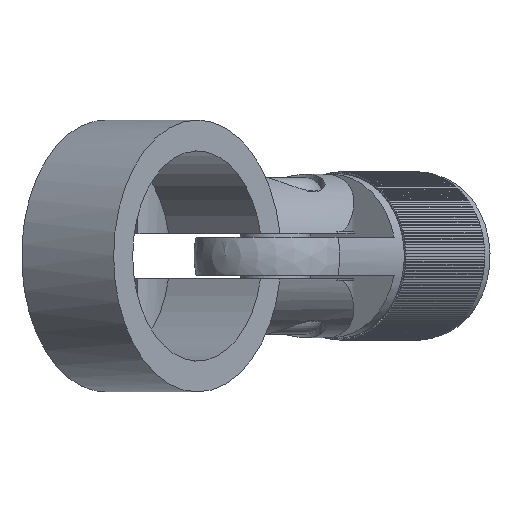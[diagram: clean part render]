
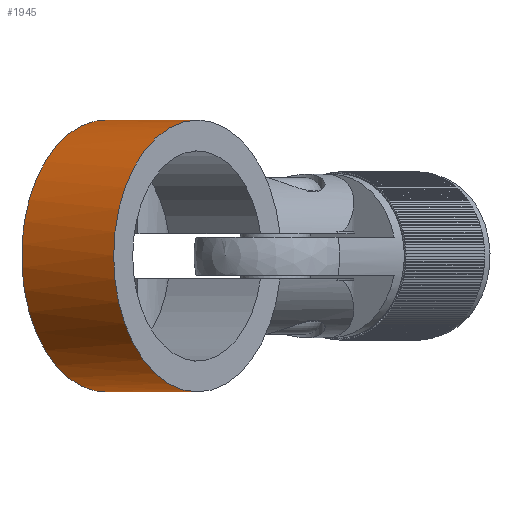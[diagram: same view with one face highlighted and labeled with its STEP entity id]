
A CAD part, left-side view. The second image highlights one B-rep face of the part: STEP entity #1945.
In plain terms, the highlighted cylindrical face has radius 11.65 mm (diameter 23.3 mm), a partial arc.
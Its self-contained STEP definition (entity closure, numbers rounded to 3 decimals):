
#56=B_SPLINE_CURVE_WITH_KNOTS('',3,(#27640,#27641,#27642,#27643,#27644,
#27645,#27646,#27647,#27648,#27649,#27650,#27651,#27652,#27653,#27654,#27655),
 .UNSPECIFIED.,.F.,.F.,(4,2,2,2,2,2,2,4),(0.,0.25,0.375,0.5,0.625,0.75,
0.875,1.),.UNSPECIFIED.);
#57=B_SPLINE_CURVE_WITH_KNOTS('',3,(#27656,#27657,#27658,#27659,#27660,
#27661,#27662,#27663,#27664,#27665,#27666,#27667,#27668,#27669,#27670,#27671,
#27672,#27673),.UNSPECIFIED.,.F.,.F.,(4,2,2,2,2,2,2,2,4),(0.,0.125,0.25,
0.375,0.5,0.625,0.75,0.875,1.),.UNSPECIFIED.);
#68=CYLINDRICAL_SURFACE('',#18069,11.65);
#996=FACE_OUTER_BOUND('',#7968,.T.);
#1945=ADVANCED_FACE('',(#996),#68,.T.);
#4724=LINE('',#27275,#6590);
#4738=LINE('',#27594,#6604);
#6590=VECTOR('',#22517,1.);
#6604=VECTOR('',#22577,1.);
#7968=EDGE_LOOP('',(#12468,#12469,#12470,#12471,#12472,#12473));
#12468=ORIENTED_EDGE('',*,*,#16269,.T.);
#12469=ORIENTED_EDGE('',*,*,#16308,.T.);
#12470=ORIENTED_EDGE('',*,*,#16257,.F.);
#12471=ORIENTED_EDGE('',*,*,#16309,.T.);
#12472=ORIENTED_EDGE('',*,*,#16301,.F.);
#12473=ORIENTED_EDGE('',*,*,#16310,.T.);
#14006=VERTEX_POINT('',#27238);
#14007=VERTEX_POINT('',#27240);
#14016=VERTEX_POINT('',#27276);
#14017=VERTEX_POINT('',#27277);
#14041=VERTEX_POINT('',#27593);
#14042=VERTEX_POINT('',#27595);
#16257=EDGE_CURVE('',#14006,#14007,#16704,.T.);
#16269=EDGE_CURVE('',#14016,#14017,#4724,.T.);
#16301=EDGE_CURVE('',#14041,#14042,#4738,.T.);
#16308=EDGE_CURVE('',#14017,#14007,#56,.T.);
#16309=EDGE_CURVE('',#14006,#14042,#57,.T.);
#16310=EDGE_CURVE('',#14041,#14016,#16722,.T.);
#16704=CIRCLE('',#18030,11.65);
#16722=CIRCLE('',#18068,11.65);
#18030=AXIS2_PLACEMENT_3D('',#27239,#22496,#22497);
#18068=AXIS2_PLACEMENT_3D('',#27674,#22592,#22593);
#18069=AXIS2_PLACEMENT_3D('',#27675,#22594,#22595);
#22496=DIRECTION('',(0.616,0.788,0.));
#22497=DIRECTION('',(-0.788,0.616,0.));
#22517=DIRECTION('',(0.616,0.788,0.));
#22577=DIRECTION('',(0.616,0.788,0.));
#22592=DIRECTION('',(0.616,0.788,0.));
#22593=DIRECTION('',(-0.788,0.616,0.));
#22594=DIRECTION('',(0.616,0.788,0.));
#22595=DIRECTION('',(0.621,-0.485,-0.616));
#27238=CARTESIAN_POINT('',(14.486,8.963,-7.264));
#27239=CARTESIAN_POINT('',(7.308,14.571,0.));
#27240=CARTESIAN_POINT('',(14.486,8.963,7.264));
#27275=CARTESIAN_POINT('',(12.234,2.21,1.914));
#27276=CARTESIAN_POINT('',(10.207,-0.384,1.914));
#27277=CARTESIAN_POINT('',(11.807,1.663,1.914));
#27593=CARTESIAN_POINT('',(10.2,-0.379,-1.965));
#27594=CARTESIAN_POINT('',(12.237,2.227,-1.965));
#27595=CARTESIAN_POINT('',(11.809,1.68,-1.965));
#27640=CARTESIAN_POINT('',(11.807,1.663,1.914));
#27641=CARTESIAN_POINT('',(11.845,1.93,2.721));
#27642=CARTESIAN_POINT('',(11.906,2.343,3.445));
#27643=CARTESIAN_POINT('',(12.053,3.134,4.43));
#27644=CARTESIAN_POINT('',(12.112,3.421,4.734));
#27645=CARTESIAN_POINT('',(12.249,4.03,5.292));
#27646=CARTESIAN_POINT('',(12.329,4.352,5.548));
#27647=CARTESIAN_POINT('',(12.52,5.03,6.015));
#27648=CARTESIAN_POINT('',(12.63,5.384,6.225));
#27649=CARTESIAN_POINT('',(12.887,6.104,6.591));
#27650=CARTESIAN_POINT('',(13.033,6.468,6.745));
#27651=CARTESIAN_POINT('',(13.369,7.197,6.998));
#27652=CARTESIAN_POINT('',(13.561,7.566,7.096));
#27653=CARTESIAN_POINT('',(13.989,8.281,7.228));
#27654=CARTESIAN_POINT('',(14.225,8.628,7.262));
#27655=CARTESIAN_POINT('',(14.486,8.963,7.264));
#27656=CARTESIAN_POINT('',(14.486,8.963,-7.264));
#27657=CARTESIAN_POINT('',(14.227,8.63,-7.262));
#27658=CARTESIAN_POINT('',(13.992,8.285,-7.228));
#27659=CARTESIAN_POINT('',(13.568,7.578,-7.099));
#27660=CARTESIAN_POINT('',(13.377,7.213,-7.002));
#27661=CARTESIAN_POINT('',(13.041,6.486,-6.752));
#27662=CARTESIAN_POINT('',(12.896,6.126,-6.6));
#27663=CARTESIAN_POINT('',(12.641,5.415,-6.242));
#27664=CARTESIAN_POINT('',(12.53,5.063,-6.036));
#27665=CARTESIAN_POINT('',(12.338,4.387,-5.574));
#27666=CARTESIAN_POINT('',(12.257,4.06,-5.317));
#27667=CARTESIAN_POINT('',(12.118,3.449,-4.762));
#27668=CARTESIAN_POINT('',(12.06,3.164,-4.463));
#27669=CARTESIAN_POINT('',(11.961,2.64,-3.819));
#27670=CARTESIAN_POINT('',(11.92,2.4,-3.471));
#27671=CARTESIAN_POINT('',(11.854,1.989,-2.745));
#27672=CARTESIAN_POINT('',(11.829,1.816,-2.365));
#27673=CARTESIAN_POINT('',(11.809,1.68,-1.965));
#27674=CARTESIAN_POINT('',(1.152,6.691,0.));
#27675=CARTESIAN_POINT('',(1.152,6.691,0.));
